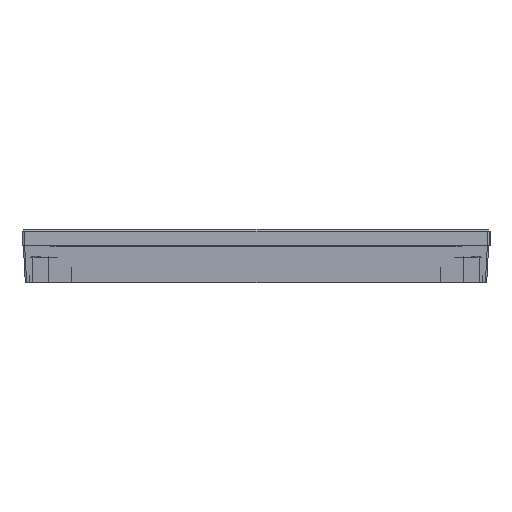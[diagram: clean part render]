
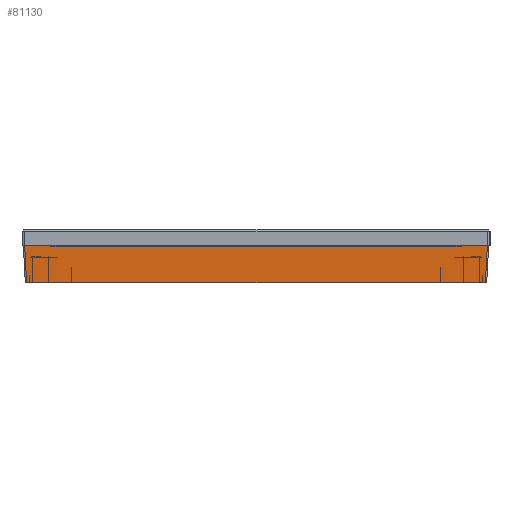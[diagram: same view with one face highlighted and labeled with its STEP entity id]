
A CAD part, left-side view. The second image highlights one B-rep face of the part: STEP entity #81130.
In plain terms, the highlighted face is planar.
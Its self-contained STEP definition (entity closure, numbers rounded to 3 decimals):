
#256=CARTESIAN_POINT('',(-43.383,0.,43.133));
#305=CARTESIAN_POINT('',(-43.383,0.,-43.133));
#316=DIRECTION('',(0.,0.,1.));
#317=VECTOR('',#316,86.267);
#318=CARTESIAN_POINT('',(-43.383,0.,-43.133));
#319=LINE('15553',#318,#317);
#351=DIRECTION('',(0.052,-0.997,-0.052));
#352=VECTOR('',#351,7.019);
#353=CARTESIAN_POINT('',(-43.75,7.,43.5));
#354=LINE('15535',#353,#352);
#358=DIRECTION('',(0.052,-0.997,0.052));
#359=VECTOR('',#358,7.019);
#360=CARTESIAN_POINT('',(-43.75,7.,-43.5));
#361=LINE('15549',#360,#359);
#418=DIRECTION('',(0.,0.,1.));
#419=VECTOR('',#418,87.001);
#420=CARTESIAN_POINT('',(-43.75,7.,-43.5));
#421=LINE('15557',#420,#419);
#431=CARTESIAN_POINT('',(-43.75,7.,-43.5));
#72736=VERTEX_POINT('',#256);
#72737=CARTESIAN_POINT('',(-43.75,7.,43.5));
#72738=VERTEX_POINT('',#72737);
#72750=VERTEX_POINT('',#305);
#72754=VERTEX_POINT('',#431);
#81117=CARTESIAN_POINT('',(-43.75,7.,-44.87));
#81118=DIRECTION('',(-0.999,-0.052,0.));
#81119=DIRECTION('',(0.,0.,1.));
#81120=AXIS2_PLACEMENT_3D('',#81117,#81118,#81119);
#81121=PLANE('15529',#81120);
#81122=ORIENTED_EDGE('15535',*,*,#81101,.T.);
#81123=ORIENTED_EDGE('15553',*,*,#81065,.F.);
#81125=ORIENTED_EDGE('15549',*,*,#81124,.F.);
#81127=ORIENTED_EDGE('15557',*,*,#81126,.T.);
#81128=EDGE_LOOP('15529',(#81122,#81123,#81125,#81127));
#81129=FACE_OUTER_BOUND('15529',#81128,.F.);
#81130=ADVANCED_FACE('15529',(#81129),#81121,.T.);
#81065=EDGE_CURVE('15553',#72750,#72736,#319,.T.);
#81101=EDGE_CURVE('15535',#72738,#72736,#354,.T.);
#81124=EDGE_CURVE('15549',#72754,#72750,#361,.T.);
#81126=EDGE_CURVE('15557',#72754,#72738,#421,.T.);
